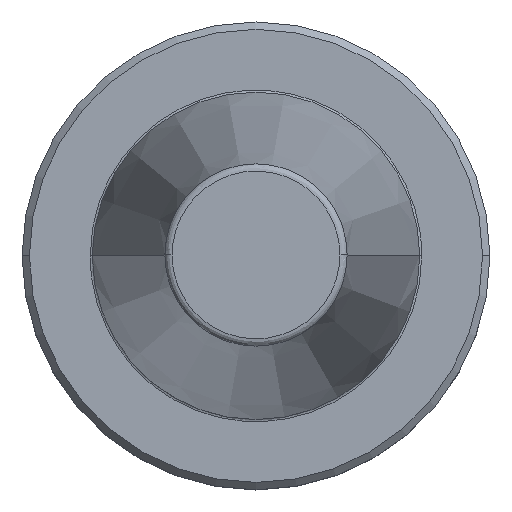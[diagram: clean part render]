
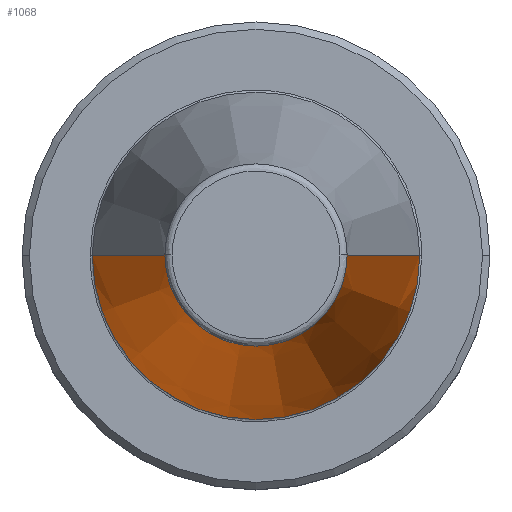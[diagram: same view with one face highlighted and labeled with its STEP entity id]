
A CAD part, top view. The second image highlights one B-rep face of the part: STEP entity #1068.
In plain terms, the highlighted conical face has half-angle 8.297 degrees and reference radius 22.225 mm.
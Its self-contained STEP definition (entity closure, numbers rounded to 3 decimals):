
#192 = DIRECTION ( 'NONE',  ( -1., 0., 0. ) ) ;
#251 = CIRCLE ( 'NONE', #1409, 12.375 ) ;
#265 = CARTESIAN_POINT ( 'NONE',  ( 22.225, 0., 0. ) ) ;
#268 = DIRECTION ( 'NONE',  ( 0.144, 0., -0.99 ) ) ;
#282 = EDGE_LOOP ( 'NONE', ( #407, #1013, #513, #967 ) ) ;
#294 = DIRECTION ( 'NONE',  ( -1., 0., 0. ) ) ;
#296 = CARTESIAN_POINT ( 'NONE',  ( 0., 0., 0. ) ) ;
#304 = DIRECTION ( 'NONE',  ( 0., 0., -1. ) ) ;
#318 = DIRECTION ( 'NONE',  ( -0.144, 0., -0.99 ) ) ;
#350 = CARTESIAN_POINT ( 'NONE',  ( 0., 0., 0. ) ) ;
#382 = DIRECTION ( 'NONE',  ( 0., 0., 1. ) ) ;
#407 = ORIENTED_EDGE ( 'NONE', *, *, #1098, .F. ) ;
#456 = LINE ( 'NONE', #265, #499 ) ;
#499 = VECTOR ( 'NONE', #268, 1000. ) ;
#513 = ORIENTED_EDGE ( 'NONE', *, *, #1445, .T. ) ;
#518 = CARTESIAN_POINT ( 'NONE',  ( -12.375, 0., 67.544 ) ) ;
#573 = CARTESIAN_POINT ( 'NONE',  ( -22.225, 0., 0. ) ) ;
#607 = VERTEX_POINT ( 'NONE', #991 ) ;
#624 = FACE_OUTER_BOUND ( 'NONE', #282, .T. ) ;
#633 = VERTEX_POINT ( 'NONE', #1320 ) ;
#688 = VECTOR ( 'NONE', #318, 1000. ) ;
#731 = CIRCLE ( 'NONE', #880, 22.225 ) ;
#778 = LINE ( 'NONE', #906, #688 ) ;
#880 = AXIS2_PLACEMENT_3D ( 'NONE', #350, #382, #192 ) ;
#906 = CARTESIAN_POINT ( 'NONE',  ( -22.225, 0., 0. ) ) ;
#967 = ORIENTED_EDGE ( 'NONE', *, *, #1430, .T. ) ;
#991 = CARTESIAN_POINT ( 'NONE',  ( 22.225, 0., 0. ) ) ;
#1013 = ORIENTED_EDGE ( 'NONE', *, *, #1462, .T. ) ;
#1014 = DIRECTION ( 'NONE',  ( 0., 0., -1. ) ) ;
#1068 = ADVANCED_FACE ( 'NONE', ( #624 ), #1336, .T. ) ;
#1098 = EDGE_CURVE ( 'NONE', #633, #607, #456, .T. ) ;
#1180 = AXIS2_PLACEMENT_3D ( 'NONE', #296, #304, #294 ) ;
#1259 = DIRECTION ( 'NONE',  ( -1., 0., 0. ) ) ;
#1320 = CARTESIAN_POINT ( 'NONE',  ( 12.375, 0., 67.544 ) ) ;
#1336 = CONICAL_SURFACE ( 'NONE', #1180, 22.225, 0.145 ) ;
#1383 = VERTEX_POINT ( 'NONE', #518 ) ;
#1409 = AXIS2_PLACEMENT_3D ( 'NONE', #1432, #1014, #1259 ) ;
#1430 = EDGE_CURVE ( 'NONE', #1455, #607, #731, .T. ) ;
#1432 = CARTESIAN_POINT ( 'NONE',  ( 0., 0., 67.544 ) ) ;
#1445 = EDGE_CURVE ( 'NONE', #1383, #1455, #778, .T. ) ;
#1455 = VERTEX_POINT ( 'NONE', #573 ) ;
#1462 = EDGE_CURVE ( 'NONE', #633, #1383, #251, .T. ) ;
